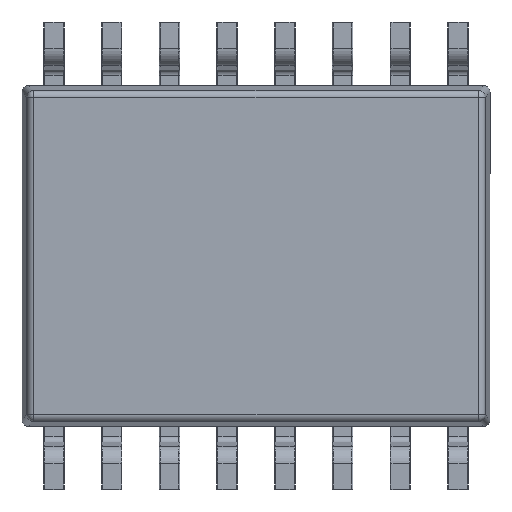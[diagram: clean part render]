
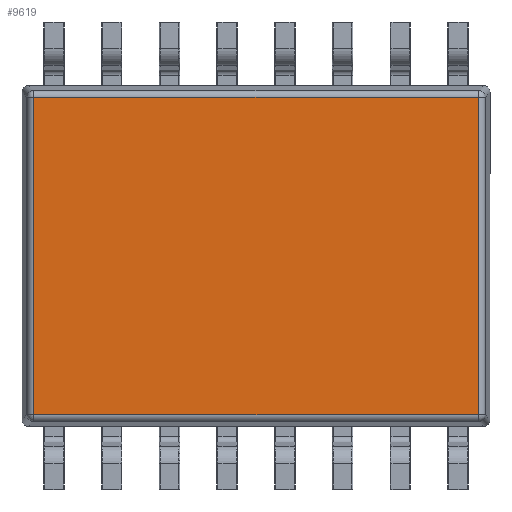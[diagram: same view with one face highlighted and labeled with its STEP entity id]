
A CAD part, front view. The second image highlights one B-rep face of the part: STEP entity #9619.
In plain terms, the highlighted planar face has unit normal (0, -1, 0).
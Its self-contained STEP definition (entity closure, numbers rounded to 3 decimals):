
#865 = FACE_OUTER_BOUND ( 'NONE', #12918, .T. ) ;
#2189 = ORIENTED_EDGE ( 'NONE', *, *, #17427, .T. ) ;
#2622 = CARTESIAN_POINT ( 'NONE',  ( -4.893, 0.25, 3.493 ) ) ;
#3528 = VERTEX_POINT ( 'NONE', #7013 ) ;
#4600 = VERTEX_POINT ( 'NONE', #4639 ) ;
#4639 = CARTESIAN_POINT ( 'NONE',  ( 4.893, 0.25, -3.493 ) ) ;
#5009 = DIRECTION ( 'NONE',  ( -1., 0., 0. ) ) ;
#7013 = CARTESIAN_POINT ( 'NONE',  ( -4.893, 0.25, -3.493 ) ) ;
#7655 = DIRECTION ( 'NONE',  ( 0., -1., 0. ) ) ;
#8977 = VERTEX_POINT ( 'NONE', #15455 ) ;
#9428 = PLANE ( 'NONE',  #34253 ) ;
#9619 = ADVANCED_FACE ( 'NONE', ( #865 ), #9428, .T. ) ;
#12918 = EDGE_LOOP ( 'NONE', ( #18757, #23181, #33409, #2189 ) ) ;
#13582 = LINE ( 'NONE', #31409, #24401 ) ;
#15455 = CARTESIAN_POINT ( 'NONE',  ( 4.893, 0.25, 3.493 ) ) ;
#15584 = CARTESIAN_POINT ( 'NONE',  ( 4.893, 0.25, 3.624 ) ) ;
#17427 = EDGE_CURVE ( 'NONE', #4600, #8977, #33167, .T. ) ;
#18757 = ORIENTED_EDGE ( 'NONE', *, *, #22880, .T. ) ;
#19353 = DIRECTION ( 'NONE',  ( 0., 0., -1. ) ) ;
#21449 = EDGE_CURVE ( 'NONE', #3528, #4600, #30602, .T. ) ;
#22683 = VECTOR ( 'NONE', #34477, 1000. ) ;
#22880 = EDGE_CURVE ( 'NONE', #8977, #30637, #13582, .T. ) ;
#23181 = ORIENTED_EDGE ( 'NONE', *, *, #23394, .T. ) ;
#23394 = EDGE_CURVE ( 'NONE', #30637, #3528, #37159, .T. ) ;
#23754 = DIRECTION ( 'NONE',  ( 0., 0., 1. ) ) ;
#24401 = VECTOR ( 'NONE', #5009, 1000. ) ;
#24798 = VECTOR ( 'NONE', #23754, 1000. ) ;
#25398 = CARTESIAN_POINT ( 'NONE',  ( -4.893, 0.25, -3.624 ) ) ;
#30602 = LINE ( 'NONE', #35071, #22683 ) ;
#30637 = VERTEX_POINT ( 'NONE', #2622 ) ;
#31409 = CARTESIAN_POINT ( 'NONE',  ( -5.024, 0.25, 3.493 ) ) ;
#31538 = DIRECTION ( 'NONE',  ( 0., 0., -1. ) ) ;
#33167 = LINE ( 'NONE', #15584, #24798 ) ;
#33409 = ORIENTED_EDGE ( 'NONE', *, *, #21449, .T. ) ;
#34253 = AXIS2_PLACEMENT_3D ( 'NONE', #36794, #7655, #31538 ) ;
#34477 = DIRECTION ( 'NONE',  ( 1., 0., 0. ) ) ;
#35071 = CARTESIAN_POINT ( 'NONE',  ( 5.024, 0.25, -3.493 ) ) ;
#36794 = CARTESIAN_POINT ( 'NONE',  ( 0., 0.25, 0. ) ) ;
#37159 = LINE ( 'NONE', #25398, #38248 ) ;
#38248 = VECTOR ( 'NONE', #19353, 1000. ) ;
